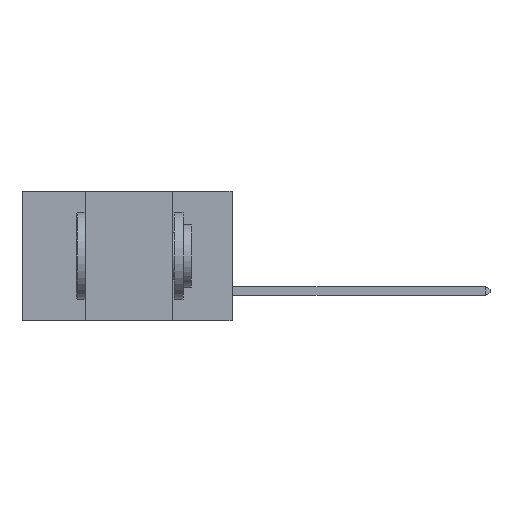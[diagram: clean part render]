
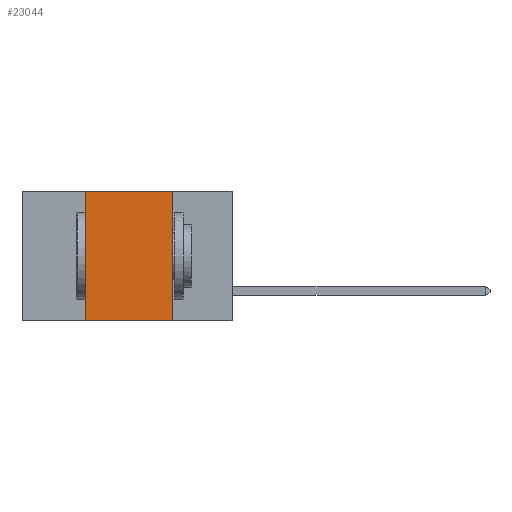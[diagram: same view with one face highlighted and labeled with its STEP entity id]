
A CAD part, left-side view. The second image highlights one B-rep face of the part: STEP entity #23044.
In plain terms, the highlighted planar face has unit normal (-1, 0, 0).
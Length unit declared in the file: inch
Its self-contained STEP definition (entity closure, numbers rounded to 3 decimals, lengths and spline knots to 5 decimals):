
#100 = ORIENTED_EDGE ( 'NONE', *, *, #19481, .F. ) ;
#1827 = EDGE_CURVE ( 'NONE', #20365, #6127, #2699, .T. ) ;
#2699 = LINE ( 'NONE', #13861, #29736 ) ;
#3327 = VECTOR ( 'NONE', #31749, 39.37008 ) ;
#4035 = ORIENTED_EDGE ( 'NONE', *, *, #16216, .F. ) ;
#4491 = VERTEX_POINT ( 'NONE', #13793 ) ;
#6127 = VERTEX_POINT ( 'NONE', #9477 ) ;
#6669 = DIRECTION ( 'NONE',  ( 0., 0., 1. ) ) ;
#6677 = ORIENTED_EDGE ( 'NONE', *, *, #1827, .F. ) ;
#6879 = VECTOR ( 'NONE', #28744, 39.37008 ) ;
#6977 = VECTOR ( 'NONE', #20192, 39.37008 ) ;
#7692 = CARTESIAN_POINT ( 'NONE',  ( 0., 0.17, 0. ) ) ;
#8016 = PLANE ( 'NONE',  #31243 ) ;
#9477 = CARTESIAN_POINT ( 'NONE',  ( 0., 0.42, 0. ) ) ;
#10092 = CARTESIAN_POINT ( 'NONE',  ( 0., 0.6, -0.37 ) ) ;
#12383 = ORIENTED_EDGE ( 'NONE', *, *, #27377, .T. ) ;
#13793 = CARTESIAN_POINT ( 'NONE',  ( 0., 0.17, 0. ) ) ;
#13861 = CARTESIAN_POINT ( 'NONE',  ( 0., 0.42, 0. ) ) ;
#16216 = EDGE_CURVE ( 'NONE', #4491, #34100, #18869, .T. ) ;
#16300 = DIRECTION ( 'NONE',  ( 1., 0., 0. ) ) ;
#16470 = CARTESIAN_POINT ( 'NONE',  ( 0., 0.17, -0.37 ) ) ;
#16619 = FACE_OUTER_BOUND ( 'NONE', #33344, .T. ) ;
#18869 = LINE ( 'NONE', #7692, #3327 ) ;
#19481 = EDGE_CURVE ( 'NONE', #6127, #4491, #29323, .T. ) ;
#20192 = DIRECTION ( 'NONE',  ( 0., -1., 0. ) ) ;
#20365 = VERTEX_POINT ( 'NONE', #22303 ) ;
#22303 = CARTESIAN_POINT ( 'NONE',  ( 0., 0.42, -0.37 ) ) ;
#23044 = ADVANCED_FACE ( 'NONE', ( #16619 ), #8016, .F. ) ;
#27377 = EDGE_CURVE ( 'NONE', #20365, #34100, #28401, .T. ) ;
#28401 = LINE ( 'NONE', #10092, #6879 ) ;
#28744 = DIRECTION ( 'NONE',  ( 0., -1., 0. ) ) ;
#29323 = LINE ( 'NONE', #33383, #6977 ) ;
#29736 = VECTOR ( 'NONE', #6669, 39.37008 ) ;
#31243 = AXIS2_PLACEMENT_3D ( 'NONE', #32184, #16300, #34785 ) ;
#31749 = DIRECTION ( 'NONE',  ( 0., 0., -1. ) ) ;
#32184 = CARTESIAN_POINT ( 'NONE',  ( 0., 0.6, 0. ) ) ;
#33344 = EDGE_LOOP ( 'NONE', ( #4035, #100, #6677, #12383 ) ) ;
#33383 = CARTESIAN_POINT ( 'NONE',  ( 0., 0.6, 0. ) ) ;
#34100 = VERTEX_POINT ( 'NONE', #16470 ) ;
#34785 = DIRECTION ( 'NONE',  ( 0., 0., -1. ) ) ;
